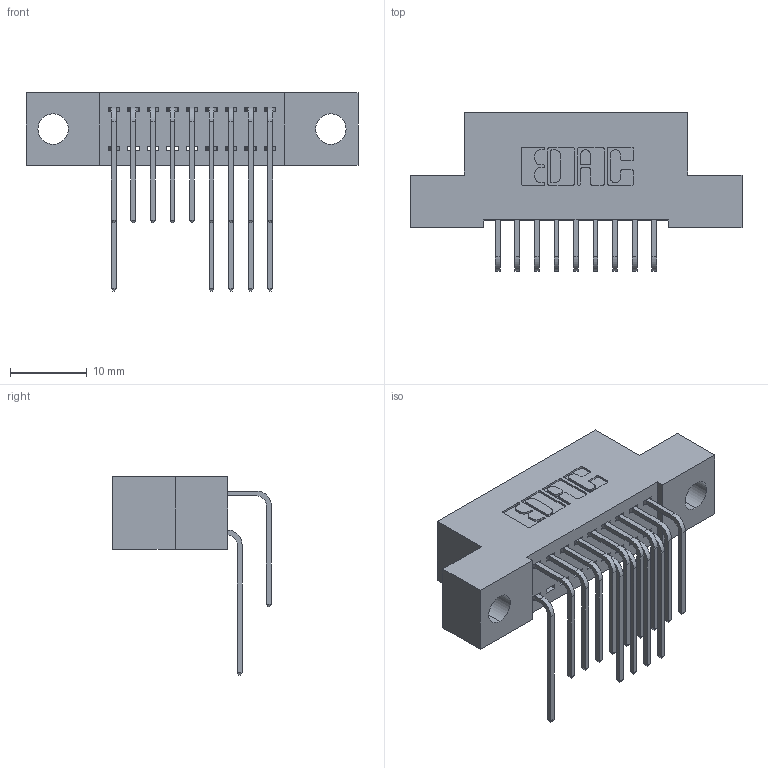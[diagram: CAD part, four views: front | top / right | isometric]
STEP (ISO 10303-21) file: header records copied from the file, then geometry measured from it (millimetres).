
FILE_DESCRIPTION (( 'STEP AP203' ), '1' );
FILE_NAME ('392-018-559-204.STEP', '2018-08-15T04:58:42', ( '' ), ( '' ), 'SwSTEP 2.0', 'SolidWorks 2016', '' );
FILE_SCHEMA (( 'CONFIG_CONTROL_DESIGN' ));
Length unit declared in the file: inch
Products named in the file (4): 345-292-001_559 Tail - 2; 392-018-559-204; 342 Part_.156 TH; 345-292-001_558 559 Tail - 1
Assembly tree (15 placements, depth 2):
  392-018-559-204
    342 Part_.156 TH
    345-292-001_558 559 Tail - 1  x5
    345-292-001_559 Tail - 2  x9
Bounding box: 43.18 x 20.64 x 25.78 mm (x, y, z)
Volume: 3681.3 mm3; surface area: 5169.6 mm2
Topology: 15 solids, 15 shells, 890 faces, 2637 edges, 1738 vertices
Faces by surface type: plane 622, cylinder 268
Entity records: 11585 total; most frequent: CARTESIAN_POINT 2025, ORIENTED_EDGE 1914, DIRECTION 1765, EDGE_CURVE 957, VECTOR 789, LINE 789, VERTEX_POINT 634, AXIS2_PLACEMENT_3D 488
